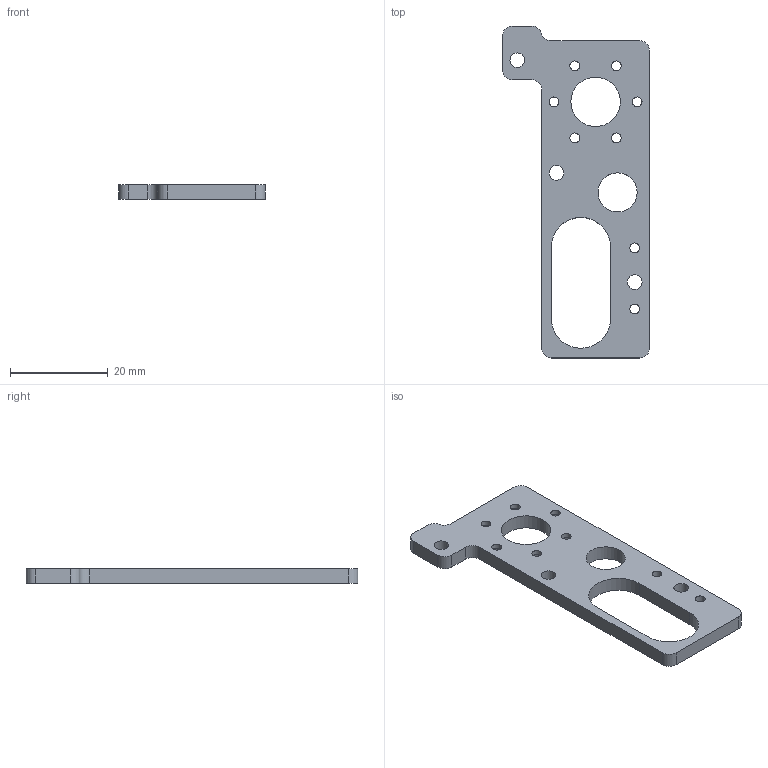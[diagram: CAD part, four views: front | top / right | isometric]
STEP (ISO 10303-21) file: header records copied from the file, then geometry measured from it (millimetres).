
FILE_DESCRIPTION(/* description */ (''),/* implementation_level */ '2;1');
FILE_NAME(/* name */ 'side_plate.stp',/* time_stamp */ '2020-10-21T17:43:12+02:00',/* author */ ('xxnew'),/* organization */ (''),/* preprocessor_version */ 'ST-DEVELOPER v17',/* originating_system */ 'Autodesk Inventor 2019',/* authorisation */ '');
FILE_SCHEMA (('AUTOMOTIVE_DESIGN { 1 0 10303 214 3 1 1 }'));
Length unit declared in the file: millimetre
Products named in the file (1): side_plate
Bounding box: 30 x 67.85 x 3 mm (x, y, z)
Volume: 3014.5 mm3; surface area: 3335.4 mm2
Topology: 1 solids, 1 shells, 46 faces, 130 edges, 92 vertices
Faces by surface type: cylinder 29, plane 17
Full cylindrical faces by diameter (mm): 2 x6, 2.013 x2, 3 x3, 4 x6, 8 x1, 10.1 x1
Entity records: 1651 total; most frequent: DIRECTION 298, CARTESIAN_POINT 269, ORIENTED_EDGE 260, EDGE_CURVE 130, AXIS2_PLACEMENT_3D 121, VERTEX_POINT 92, EDGE_LOOP 80, CIRCLE 74
